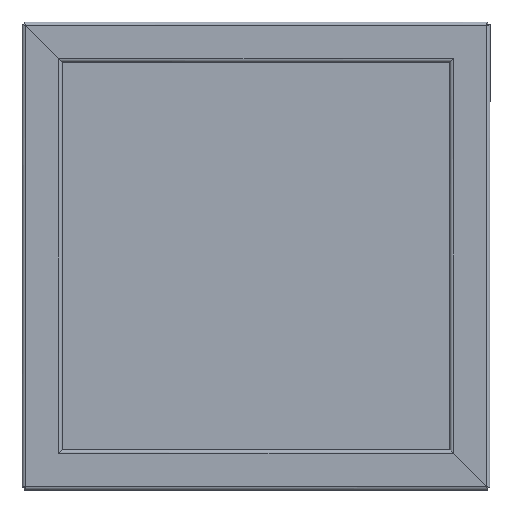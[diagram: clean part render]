
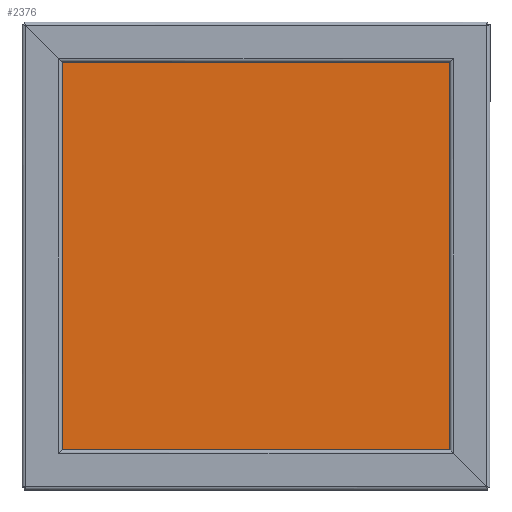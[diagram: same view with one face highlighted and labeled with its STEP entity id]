
A CAD part, front view. The second image highlights one B-rep face of the part: STEP entity #2376.
In plain terms, the highlighted planar face has unit normal (0, -1, 0).
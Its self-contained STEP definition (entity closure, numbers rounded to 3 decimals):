
#2376 = ADVANCED_FACE( '', ( #5025 ), #5026, .T. );
#5025 = FACE_OUTER_BOUND( '', #8679, .T. );
#5026 = PLANE( '', #8680 );
#8679 = EDGE_LOOP( '', ( #15288, #15289, #15290, #15291 ) );
#8680 = AXIS2_PLACEMENT_3D( '', #15292, #15293, #15294 );
#15288 = ORIENTED_EDGE( '', *, *, #24939, .T. );
#15289 = ORIENTED_EDGE( '', *, *, #24940, .T. );
#15290 = ORIENTED_EDGE( '', *, *, #24941, .T. );
#15291 = ORIENTED_EDGE( '', *, *, #24942, .T. );
#15292 = CARTESIAN_POINT( '', ( 0., 0., 0. ) );
#15293 = DIRECTION( '', ( 0., -1., 0. ) );
#15294 = DIRECTION( '', ( 0., 0., -1. ) );
#24939 = EDGE_CURVE( '', #29275, #29276, #29277, .T. );
#24940 = EDGE_CURVE( '', #29276, #29278, #29279, .T. );
#24941 = EDGE_CURVE( '', #29278, #29280, #29281, .T. );
#24942 = EDGE_CURVE( '', #29280, #29275, #29282, .T. );
#29275 = VERTEX_POINT( '', #39450 );
#29276 = VERTEX_POINT( '', #39451 );
#29277 = LINE( '', #39452, #39453 );
#29278 = VERTEX_POINT( '', #39454 );
#29279 = LINE( '', #39455, #39456 );
#29280 = VERTEX_POINT( '', #39457 );
#29281 = LINE( '', #39458, #39459 );
#29282 = LINE( '', #39460, #39461 );
#39450 = CARTESIAN_POINT( '', ( -163.513, 0., 163.513 ) );
#39451 = CARTESIAN_POINT( '', ( -163.513, 0., -163.513 ) );
#39452 = CARTESIAN_POINT( '', ( -163.513, 0., 163.513 ) );
#39453 = VECTOR( '', #47450, 1000. );
#39454 = CARTESIAN_POINT( '', ( 163.513, 0., -163.513 ) );
#39455 = CARTESIAN_POINT( '', ( -163.513, 0., -163.513 ) );
#39456 = VECTOR( '', #47451, 1000. );
#39457 = CARTESIAN_POINT( '', ( 163.513, 0., 163.513 ) );
#39458 = CARTESIAN_POINT( '', ( 163.513, 0., -163.513 ) );
#39459 = VECTOR( '', #47452, 1000. );
#39460 = CARTESIAN_POINT( '', ( 163.513, 0., 163.513 ) );
#39461 = VECTOR( '', #47453, 1000. );
#47450 = DIRECTION( '', ( 0., 0., -1. ) );
#47451 = DIRECTION( '', ( 1., 0., 0. ) );
#47452 = DIRECTION( '', ( 0., 0., 1. ) );
#47453 = DIRECTION( '', ( -1., 0., 0. ) );
